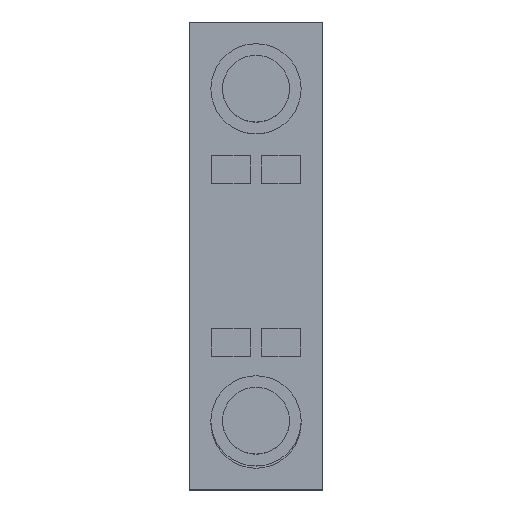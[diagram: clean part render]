
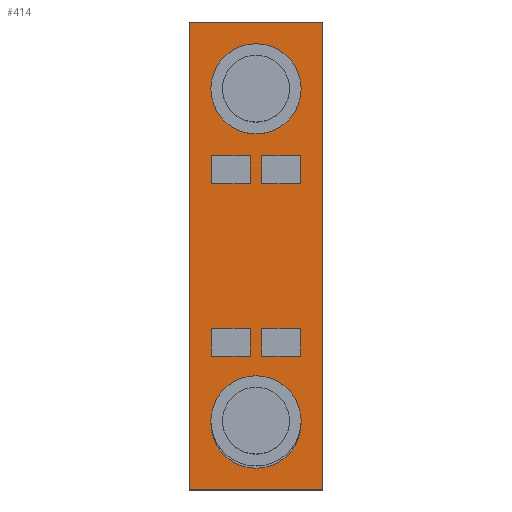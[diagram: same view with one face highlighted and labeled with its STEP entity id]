
A CAD part, top view. The second image highlights one B-rep face of the part: STEP entity #414.
In plain terms, the highlighted planar face has unit normal (0, 0, 1).
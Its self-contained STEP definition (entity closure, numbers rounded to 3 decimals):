
#414=ADVANCED_FACE('',(#593,#594,#595,#596,#597,#598,#599),#600,.F.);
#593=FACE_BOUND('',#829,.T.);
#594=FACE_BOUND('',#830,.T.);
#595=FACE_BOUND('',#831,.T.);
#596=FACE_BOUND('',#832,.T.);
#597=FACE_OUTER_BOUND('',#833,.T.);
#598=FACE_BOUND('',#834,.T.);
#599=FACE_BOUND('',#835,.T.);
#600=PLANE('',#836);
#829=EDGE_LOOP('',(#1237,#1238,#1239,#1240));
#830=EDGE_LOOP('',(#1241,#1242,#1243,#1244));
#831=EDGE_LOOP('',(#1245));
#832=EDGE_LOOP('',(#1246));
#833=EDGE_LOOP('',(#1247,#1248,#1249,#1250));
#834=EDGE_LOOP('',(#1251,#1252,#1253,#1254));
#835=EDGE_LOOP('',(#1255,#1256,#1257,#1258));
#836=AXIS2_PLACEMENT_3D('',#1259,#1260,#1261);
#1237=ORIENTED_EDGE('',*,*,#1668,.F.);
#1238=ORIENTED_EDGE('',*,*,#1669,.F.);
#1239=ORIENTED_EDGE('',*,*,#1670,.F.);
#1240=ORIENTED_EDGE('',*,*,#1671,.F.);
#1241=ORIENTED_EDGE('',*,*,#1672,.F.);
#1242=ORIENTED_EDGE('',*,*,#1673,.F.);
#1243=ORIENTED_EDGE('',*,*,#1674,.F.);
#1244=ORIENTED_EDGE('',*,*,#1675,.F.);
#1245=ORIENTED_EDGE('',*,*,#1667,.F.);
#1246=ORIENTED_EDGE('',*,*,#1676,.F.);
#1247=ORIENTED_EDGE('',*,*,#1677,.T.);
#1248=ORIENTED_EDGE('',*,*,#1678,.T.);
#1249=ORIENTED_EDGE('',*,*,#1679,.T.);
#1250=ORIENTED_EDGE('',*,*,#1658,.T.);
#1251=ORIENTED_EDGE('',*,*,#1680,.F.);
#1252=ORIENTED_EDGE('',*,*,#1681,.F.);
#1253=ORIENTED_EDGE('',*,*,#1682,.F.);
#1254=ORIENTED_EDGE('',*,*,#1683,.F.);
#1255=ORIENTED_EDGE('',*,*,#1684,.F.);
#1256=ORIENTED_EDGE('',*,*,#1685,.F.);
#1257=ORIENTED_EDGE('',*,*,#1686,.F.);
#1258=ORIENTED_EDGE('',*,*,#1687,.F.);
#1259=CARTESIAN_POINT('',(6.,-21.1,19.));
#1260=DIRECTION('',(0.,0.,-1.0));
#1261=DIRECTION('',(0.,-1.0,0.));
#1658=EDGE_CURVE('',#1896,#1897,#1898,.T.);
#1667=EDGE_CURVE('',#1914,#1914,#1915,.T.);
#1668=EDGE_CURVE('',#1916,#1917,#1918,.T.);
#1669=EDGE_CURVE('',#1919,#1916,#1920,.T.);
#1670=EDGE_CURVE('',#1921,#1919,#1922,.T.);
#1671=EDGE_CURVE('',#1917,#1921,#1923,.T.);
#1672=EDGE_CURVE('',#1924,#1925,#1926,.T.);
#1673=EDGE_CURVE('',#1927,#1924,#1928,.T.);
#1674=EDGE_CURVE('',#1929,#1927,#1930,.T.);
#1675=EDGE_CURVE('',#1925,#1929,#1931,.T.);
#1676=EDGE_CURVE('',#1932,#1932,#1933,.T.);
#1677=EDGE_CURVE('',#1897,#1934,#1935,.T.);
#1678=EDGE_CURVE('',#1934,#1936,#1937,.T.);
#1679=EDGE_CURVE('',#1936,#1896,#1938,.T.);
#1680=EDGE_CURVE('',#1939,#1940,#1941,.T.);
#1681=EDGE_CURVE('',#1942,#1939,#1943,.T.);
#1682=EDGE_CURVE('',#1944,#1942,#1945,.T.);
#1683=EDGE_CURVE('',#1940,#1944,#1946,.T.);
#1684=EDGE_CURVE('',#1947,#1948,#1949,.T.);
#1685=EDGE_CURVE('',#1950,#1947,#1951,.T.);
#1686=EDGE_CURVE('',#1952,#1950,#1953,.T.);
#1687=EDGE_CURVE('',#1948,#1952,#1954,.T.);
#1896=VERTEX_POINT('',#2252);
#1897=VERTEX_POINT('',#2253);
#1898=LINE('',#2254,#2255);
#1914=VERTEX_POINT('',#2278);
#1915=CIRCLE('',#2279,4.05);
#1916=VERTEX_POINT('',#2280);
#1917=VERTEX_POINT('',#2281);
#1918=LINE('',#2282,#2283);
#1919=VERTEX_POINT('',#2284);
#1920=LINE('',#2285,#2286);
#1921=VERTEX_POINT('',#2287);
#1922=LINE('',#2288,#2289);
#1923=LINE('',#2290,#2291);
#1924=VERTEX_POINT('',#2292);
#1925=VERTEX_POINT('',#2293);
#1926=LINE('',#2294,#2295);
#1927=VERTEX_POINT('',#2296);
#1928=LINE('',#2297,#2298);
#1929=VERTEX_POINT('',#2299);
#1930=LINE('',#2300,#2301);
#1931=LINE('',#2302,#2303);
#1932=VERTEX_POINT('',#2304);
#1933=CIRCLE('',#2305,4.05);
#1934=VERTEX_POINT('',#2306);
#1935=LINE('',#2307,#2308);
#1936=VERTEX_POINT('',#2309);
#1937=LINE('',#2310,#2311);
#1938=LINE('',#2312,#2313);
#1939=VERTEX_POINT('',#2314);
#1940=VERTEX_POINT('',#2315);
#1941=LINE('',#2316,#2317);
#1942=VERTEX_POINT('',#2318);
#1943=LINE('',#2319,#2320);
#1944=VERTEX_POINT('',#2321);
#1945=LINE('',#2322,#2323);
#1946=LINE('',#2324,#2325);
#1947=VERTEX_POINT('',#2326);
#1948=VERTEX_POINT('',#2327);
#1949=LINE('',#2328,#2329);
#1950=VERTEX_POINT('',#2330);
#1951=LINE('',#2331,#2332);
#1952=VERTEX_POINT('',#2333);
#1953=LINE('',#2334,#2335);
#1954=LINE('',#2336,#2337);
#2252=CARTESIAN_POINT('',(-6.,-21.1,19.));
#2253=CARTESIAN_POINT('',(6.,-21.1,19.));
#2254=CARTESIAN_POINT('',(-6.,-21.1,19.));
#2255=VECTOR('',#2674,1.0);
#2278=CARTESIAN_POINT('',(0.,-19.15,19.));
#2279=AXIS2_PLACEMENT_3D('',#2685,#2686,#2687);
#2280=CARTESIAN_POINT('',(4.,-9.1,19.));
#2281=CARTESIAN_POINT('',(4.,-6.6,19.));
#2282=CARTESIAN_POINT('',(4.,-9.1,19.));
#2283=VECTOR('',#2688,1.0);
#2284=CARTESIAN_POINT('',(0.5,-9.1,19.));
#2285=CARTESIAN_POINT('',(0.5,-9.1,19.));
#2286=VECTOR('',#2689,1.0);
#2287=CARTESIAN_POINT('',(0.5,-6.6,19.));
#2288=CARTESIAN_POINT('',(0.5,-6.6,19.));
#2289=VECTOR('',#2690,1.0);
#2290=CARTESIAN_POINT('',(4.,-6.6,19.));
#2291=VECTOR('',#2691,1.0);
#2292=CARTESIAN_POINT('',(4.,6.4,19.));
#2293=CARTESIAN_POINT('',(4.,8.9,19.));
#2294=CARTESIAN_POINT('',(4.,6.4,19.));
#2295=VECTOR('',#2692,1.0);
#2296=CARTESIAN_POINT('',(0.5,6.4,19.));
#2297=CARTESIAN_POINT('',(0.5,6.4,19.));
#2298=VECTOR('',#2693,1.0);
#2299=CARTESIAN_POINT('',(0.5,8.9,19.));
#2300=CARTESIAN_POINT('',(0.5,8.9,19.));
#2301=VECTOR('',#2694,1.0);
#2302=CARTESIAN_POINT('',(4.,8.9,19.));
#2303=VECTOR('',#2695,1.0);
#2304=CARTESIAN_POINT('',(0.,10.85,19.));
#2305=AXIS2_PLACEMENT_3D('',#2696,#2697,#2698);
#2306=CARTESIAN_POINT('',(6.,20.9,19.));
#2307=CARTESIAN_POINT('',(6.,-21.1,19.));
#2308=VECTOR('',#2699,1.0);
#2309=CARTESIAN_POINT('',(-6.,20.9,19.));
#2310=CARTESIAN_POINT('',(6.,20.9,19.));
#2311=VECTOR('',#2700,1.0);
#2312=CARTESIAN_POINT('',(-6.,20.9,19.));
#2313=VECTOR('',#2701,1.0);
#2314=CARTESIAN_POINT('',(-0.5,6.4,19.));
#2315=CARTESIAN_POINT('',(-0.5,8.9,19.));
#2316=CARTESIAN_POINT('',(-0.5,6.4,19.));
#2317=VECTOR('',#2702,1.0);
#2318=CARTESIAN_POINT('',(-4.,6.4,19.));
#2319=CARTESIAN_POINT('',(-4.,6.4,19.));
#2320=VECTOR('',#2703,1.0);
#2321=CARTESIAN_POINT('',(-4.,8.9,19.));
#2322=CARTESIAN_POINT('',(-4.,8.9,19.));
#2323=VECTOR('',#2704,1.0);
#2324=CARTESIAN_POINT('',(-0.5,8.9,19.));
#2325=VECTOR('',#2705,1.0);
#2326=CARTESIAN_POINT('',(-0.5,-9.1,19.));
#2327=CARTESIAN_POINT('',(-0.5,-6.6,19.));
#2328=CARTESIAN_POINT('',(-0.5,-9.1,19.));
#2329=VECTOR('',#2706,1.0);
#2330=CARTESIAN_POINT('',(-4.,-9.1,19.));
#2331=CARTESIAN_POINT('',(-4.,-9.1,19.));
#2332=VECTOR('',#2707,1.0);
#2333=CARTESIAN_POINT('',(-4.,-6.6,19.));
#2334=CARTESIAN_POINT('',(-4.,-6.6,19.));
#2335=VECTOR('',#2708,1.0);
#2336=CARTESIAN_POINT('',(-0.5,-6.6,19.));
#2337=VECTOR('',#2709,1.0);
#2674=DIRECTION('',(1.0,0.,0.));
#2685=CARTESIAN_POINT('',(0.,-15.1,19.));
#2686=DIRECTION('',(0.,0.,1.0));
#2687=DIRECTION('',(0.,-1.0,0.));
#2688=DIRECTION('',(0.,1.0,0.));
#2689=DIRECTION('',(1.0,0.,0.));
#2690=DIRECTION('',(0.,-1.0,0.));
#2691=DIRECTION('',(-1.0,0.,0.));
#2692=DIRECTION('',(0.,1.0,0.));
#2693=DIRECTION('',(1.0,0.,0.));
#2694=DIRECTION('',(0.,-1.0,0.));
#2695=DIRECTION('',(-1.0,0.,0.));
#2696=CARTESIAN_POINT('',(0.,14.9,19.));
#2697=DIRECTION('',(0.,0.,1.0));
#2698=DIRECTION('',(0.,-1.0,0.));
#2699=DIRECTION('',(0.,1.0,0.));
#2700=DIRECTION('',(-1.0,0.,0.));
#2701=DIRECTION('',(0.,-1.0,0.));
#2702=DIRECTION('',(0.,1.0,0.));
#2703=DIRECTION('',(1.0,0.,0.));
#2704=DIRECTION('',(0.,-1.0,0.));
#2705=DIRECTION('',(-1.0,0.,0.));
#2706=DIRECTION('',(0.,1.0,0.));
#2707=DIRECTION('',(1.0,0.,0.));
#2708=DIRECTION('',(0.,-1.0,0.));
#2709=DIRECTION('',(-1.0,0.,0.));
